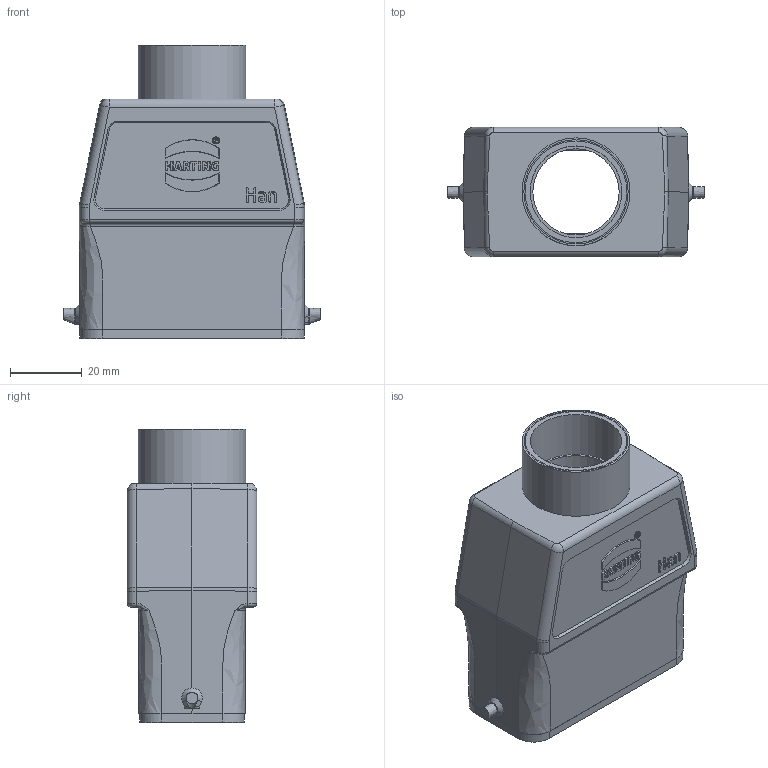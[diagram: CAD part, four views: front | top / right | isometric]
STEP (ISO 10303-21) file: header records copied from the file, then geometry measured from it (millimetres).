
FILE_DESCRIPTION((''),'2;1');
FILE_NAME('05200100462-2.stp','2020-07-07T16:11:14',('e.eickhoff'),(''),'Autodesk Inventor 2012','Autodesk Inventor 2012','');
FILE_SCHEMA(('AUTOMOTIVE_DESIGN { 1 0 10303 214 1 1 1 1 }'));
Length unit declared in the file: millimetre
Products named in the file (3): 05200100462-2; M25-PG21 Adapter
Assembly tree (2 placements, depth 2):
  05200100462-2
    05200100462-2
    M25-PG21 Adapter
Bounding box: 71.7 x 36 x 81.7 mm (x, y, z)
Volume: 56761.6 mm3; surface area: 30411.8 mm2
Topology: 2 solids, 2 shells, 439 faces, 1672 edges, 1802 vertices
Faces by surface type: plane 214, cylinder 96, bspline 88, cone 28, torus 9, sphere 4
Full cylindrical faces by diameter (mm): 3 x4, 24 x1, 25.5 x1, 28.3 x1, 29 x1, 30 x1
Entity records: 20671 total; most frequent: CARTESIAN_POINT 6927, DIRECTION 2443, ORIENTED_EDGE 2192, EDGE_CURVE 1096, AXIS2_PLACEMENT_3D 833, VECTOR 777, LINE 777, VERTEX_POINT 700
